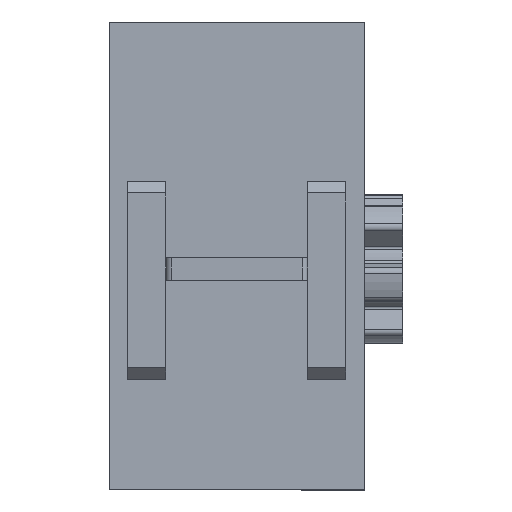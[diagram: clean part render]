
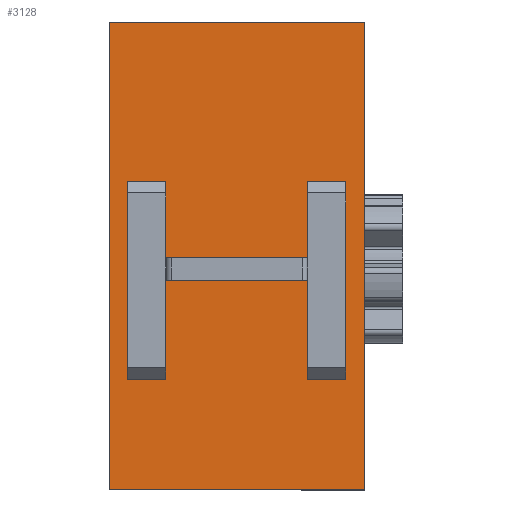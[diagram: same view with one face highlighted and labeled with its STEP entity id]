
A CAD part, front view. The second image highlights one B-rep face of the part: STEP entity #3128.
In plain terms, the highlighted planar face has unit normal (0, -1, 0).
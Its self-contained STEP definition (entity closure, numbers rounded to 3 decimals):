
#23=FACE_BOUND('',#440,.T.);
#106=PLANE('',#3453);
#269=FACE_OUTER_BOUND('',#439,.T.);
#439=EDGE_LOOP('',(#2819,#2820,#2821,#2822));
#440=EDGE_LOOP('',(#2823,#2824,#2825,#2826,#2827,#2828,#2829,#2830,#2831,
#2832,#2833,#2834));
#604=LINE('',#5019,#904);
#665=LINE('',#5159,#965);
#676=LINE('',#5194,#976);
#696=LINE('',#5237,#996);
#700=LINE('',#5245,#1000);
#703=LINE('',#5251,#1003);
#707=LINE('',#5259,#1007);
#711=LINE('',#5266,#1011);
#717=LINE('',#5277,#1017);
#721=LINE('',#5287,#1021);
#724=LINE('',#5291,#1024);
#727=LINE('',#5298,#1027);
#729=LINE('',#5301,#1029);
#738=LINE('',#5322,#1038);
#741=LINE('',#5327,#1041);
#742=LINE('',#5329,#1042);
#904=VECTOR('',#4106,10.);
#965=VECTOR('',#4239,10.);
#976=VECTOR('',#4264,10.);
#996=VECTOR('',#4310,10.);
#1000=VECTOR('',#4316,10.);
#1003=VECTOR('',#4321,10.);
#1007=VECTOR('',#4327,10.);
#1011=VECTOR('',#4333,10.);
#1017=VECTOR('',#4345,10.);
#1021=VECTOR('',#4353,10.);
#1024=VECTOR('',#4358,10.);
#1027=VECTOR('',#4365,10.);
#1029=VECTOR('',#4369,10.);
#1038=VECTOR('',#4392,1.);
#1041=VECTOR('',#4397,10.);
#1042=VECTOR('',#4400,1.);
#1411=VERTEX_POINT('',#5016);
#1412=VERTEX_POINT('',#5018);
#1453=VERTEX_POINT('',#5155);
#1455=VERTEX_POINT('',#5158);
#1471=VERTEX_POINT('',#5191);
#1472=VERTEX_POINT('',#5193);
#1482=VERTEX_POINT('',#5236);
#1485=VERTEX_POINT('',#5244);
#1487=VERTEX_POINT('',#5250);
#1490=VERTEX_POINT('',#5257);
#1492=VERTEX_POINT('',#5264);
#1497=VERTEX_POINT('',#5284);
#1498=VERTEX_POINT('',#5286);
#1500=VERTEX_POINT('',#5296);
#1505=VERTEX_POINT('',#5321);
#1506=VERTEX_POINT('',#5325);
#1812=EDGE_CURVE('',#1411,#1412,#604,.T.);
#1881=EDGE_CURVE('',#1455,#1453,#665,.T.);
#1898=EDGE_CURVE('',#1472,#1471,#676,.T.);
#1920=EDGE_CURVE('',#1482,#1472,#696,.T.);
#1924=EDGE_CURVE('',#1485,#1455,#700,.T.);
#1927=EDGE_CURVE('',#1487,#1485,#703,.T.);
#1931=EDGE_CURVE('',#1471,#1490,#707,.T.);
#1935=EDGE_CURVE('',#1490,#1492,#711,.T.);
#1941=EDGE_CURVE('',#1492,#1487,#717,.T.);
#1945=EDGE_CURVE('',#1498,#1497,#721,.T.);
#1948=EDGE_CURVE('',#1497,#1482,#724,.T.);
#1951=EDGE_CURVE('',#1453,#1500,#727,.T.);
#1953=EDGE_CURVE('',#1500,#1498,#729,.T.);
#1962=EDGE_CURVE('',#1505,#1412,#738,.T.);
#1965=EDGE_CURVE('',#1506,#1505,#741,.T.);
#1966=EDGE_CURVE('',#1506,#1411,#742,.T.);
#2819=ORIENTED_EDGE('',*,*,#1966,.F.);
#2820=ORIENTED_EDGE('',*,*,#1965,.T.);
#2821=ORIENTED_EDGE('',*,*,#1962,.T.);
#2822=ORIENTED_EDGE('',*,*,#1812,.F.);
#2823=ORIENTED_EDGE('',*,*,#1941,.T.);
#2824=ORIENTED_EDGE('',*,*,#1927,.T.);
#2825=ORIENTED_EDGE('',*,*,#1924,.T.);
#2826=ORIENTED_EDGE('',*,*,#1881,.T.);
#2827=ORIENTED_EDGE('',*,*,#1951,.T.);
#2828=ORIENTED_EDGE('',*,*,#1953,.T.);
#2829=ORIENTED_EDGE('',*,*,#1945,.T.);
#2830=ORIENTED_EDGE('',*,*,#1948,.T.);
#2831=ORIENTED_EDGE('',*,*,#1920,.T.);
#2832=ORIENTED_EDGE('',*,*,#1898,.T.);
#2833=ORIENTED_EDGE('',*,*,#1931,.T.);
#2834=ORIENTED_EDGE('',*,*,#1935,.T.);
#3128=ADVANCED_FACE('',(#269,#23),#106,.T.);
#3453=AXIS2_PLACEMENT_3D('',#5328,#4398,#4399);
#4106=DIRECTION('',(1.,0.,0.));
#4239=DIRECTION('',(1.,0.,0.));
#4264=DIRECTION('',(-1.,0.,0.));
#4310=DIRECTION('',(0.,0.,1.));
#4316=DIRECTION('',(0.,0.,-1.));
#4321=DIRECTION('',(1.,0.,0.));
#4327=DIRECTION('',(0.,0.,-1.));
#4333=DIRECTION('',(-1.,0.,0.));
#4345=DIRECTION('',(0.,0.,1.));
#4353=DIRECTION('',(0.,0.,-1.));
#4358=DIRECTION('',(-1.,0.,0.));
#4365=DIRECTION('',(0.,0.,1.));
#4369=DIRECTION('',(1.,0.,0.));
#4392=DIRECTION('',(0.,0.,1.));
#4397=DIRECTION('',(1.,0.,0.));
#4398=DIRECTION('center_axis',(0.,-1.,0.));
#4399=DIRECTION('ref_axis',(0.,0.,
-1.));
#4400=DIRECTION('',(0.,0.,1.));
#5016=CARTESIAN_POINT('',(0.,-60.,85.4));
#5018=CARTESIAN_POINT('',(45.,-60.,85.4));
#5019=CARTESIAN_POINT('',(-107.,-60.,85.4));
#5155=CARTESIAN_POINT('',(35.,-60.,43.9));
#5158=CARTESIAN_POINT('',(10.,-60.,43.9));
#5159=CARTESIAN_POINT('',(-42.25,-60.,43.9));
#5191=CARTESIAN_POINT('',(10.,-60.,39.9));
#5193=CARTESIAN_POINT('',(35.,-60.,39.9));
#5194=CARTESIAN_POINT('',(-42.25,-60.,39.9));
#5236=CARTESIAN_POINT('',(35.,-60.,22.5));
#5237=CARTESIAN_POINT('',(35.,-60.,62.65));
#5244=CARTESIAN_POINT('',(10.,-60.,57.3));
#5245=CARTESIAN_POINT('',(10.,-60.,62.65));
#5250=CARTESIAN_POINT('',(3.3,-60.,57.3));
#5251=CARTESIAN_POINT('',(-50.175,-60.,57.3));
#5257=CARTESIAN_POINT('',(10.,-60.,22.5));
#5259=CARTESIAN_POINT('',(10.,-60.,62.65));
#5264=CARTESIAN_POINT('',(3.3,-60.,22.5));
#5266=CARTESIAN_POINT('',(-50.175,-60.,22.5));
#5277=CARTESIAN_POINT('',(3.3,-60.,62.65));
#5284=CARTESIAN_POINT('',(41.7,-60.,22.5));
#5286=CARTESIAN_POINT('',(41.7,-60.,57.3));
#5287=CARTESIAN_POINT('',(41.7,-60.,62.65));
#5291=CARTESIAN_POINT('',(-34.325,-60.,22.5));
#5296=CARTESIAN_POINT('',(35.,-60.,57.3));
#5298=CARTESIAN_POINT('',(35.,-60.,62.65));
#5301=CARTESIAN_POINT('',(-34.325,-60.,57.3));
#5321=CARTESIAN_POINT('',(45.,-60.,3.));
#5322=CARTESIAN_POINT('',(45.,-60.,67.));
#5325=CARTESIAN_POINT('',(0.,-60.,3.));
#5327=CARTESIAN_POINT('',(-107.,-60.,3.));
#5328=CARTESIAN_POINT('Origin',(-107.,-60.,85.4));
#5329=CARTESIAN_POINT('',(0.,-60.,67.));
